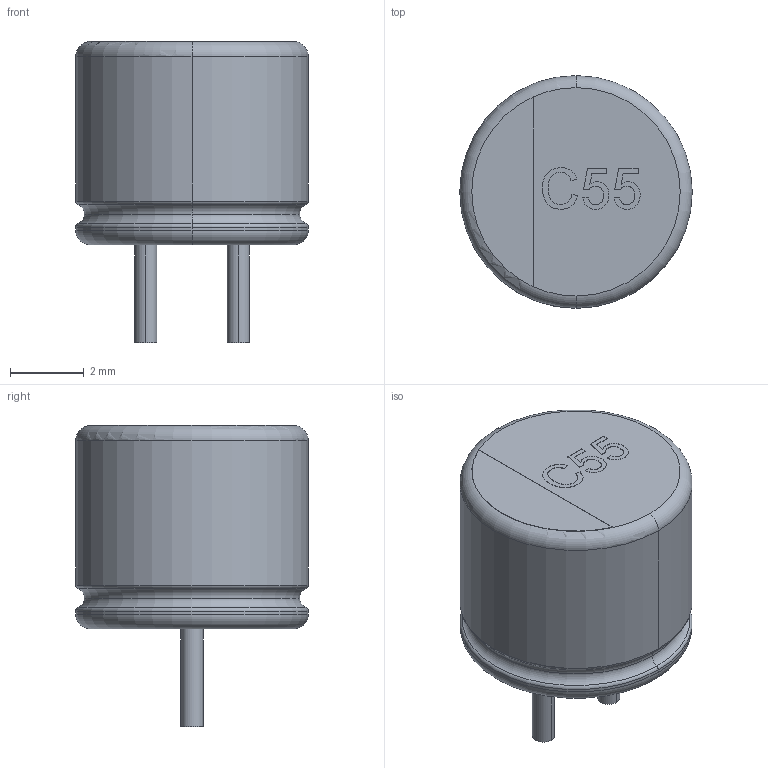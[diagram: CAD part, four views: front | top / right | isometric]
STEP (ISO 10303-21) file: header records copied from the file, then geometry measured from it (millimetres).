
FILE_DESCRIPTION (( 'STEP AP214' ), '1' );
FILE_NAME ('THD Capacitor Polar C55(6.3X5.5mm).STEP', '2019-06-13T11:37:15', ( '' ), ( '' ), 'SwSTEP 2.0', 'SolidWorks 2018', '' );
FILE_SCHEMA (( 'AUTOMOTIVE_DESIGN' ));
Length unit declared in the file: millimetre
Products named in the file (1): THD Capacitor Polar C55(6.3X5.5mm)
Bounding box: 6.3 x 6.3 x 8.16 mm (x, y, z)
Volume: 169.3 mm3; surface area: 178.8 mm2
Topology: 1 solids, 1 shells, 87 faces, 221 edges, 142 vertices
Faces by surface type: plane 30, bspline 26, cylinder 19, torus 12
Entity records: 5056 total; most frequent: CARTESIAN_POINT 2189, ORIENTED_EDGE 442, DIRECTION 354, EDGE_CURVE 221, VERTEX_POINT 142, AXIS2_PLACEMENT_3D 123, LINE 108, VECTOR 108
